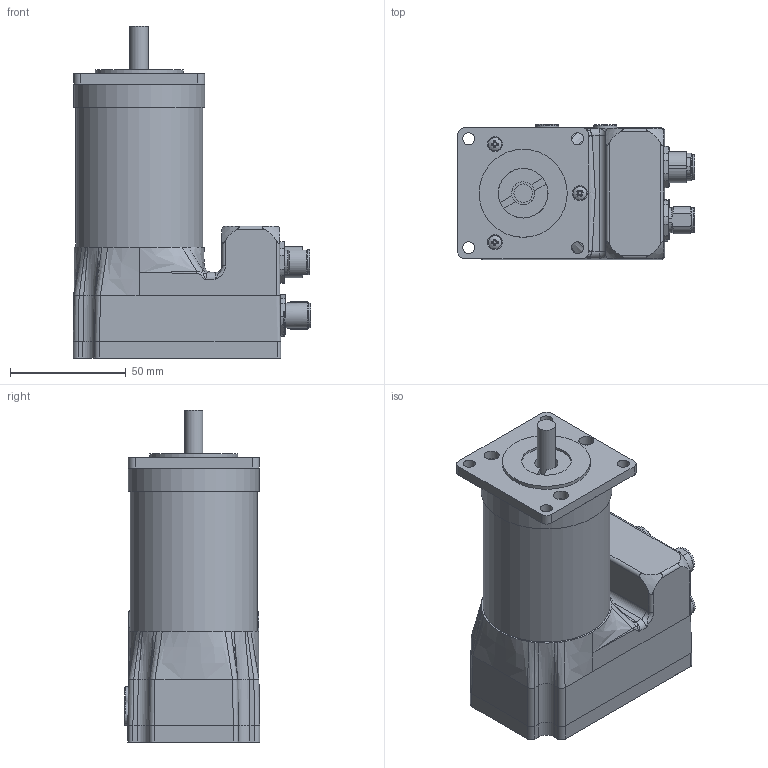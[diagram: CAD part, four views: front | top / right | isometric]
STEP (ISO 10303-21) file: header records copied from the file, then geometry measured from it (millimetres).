
FILE_DESCRIPTION(/* description */ (''),/* implementation_level */ '2;1');
FILE_NAME(/* name */ 'PD4-EB59CD-E-65-5.stp',/* time_stamp */ '2017-09-07T08:56:52+02:00',/* author */ ('angelika.schneid'),/* organization */ (''),/* preprocessor_version */ 'ST-DEVELOPER v16.5',/* originating_system */ 'Autodesk Inventor 2017',/* authorisation */ '');
FILE_SCHEMA (('AUTOMOTIVE_DESIGN { 1 0 10303 214 3 1 1 }'));
Length unit declared in the file: millimetre
Products named in the file (1): PD4-EB59CD-E-65-5
Bounding box: 102.7 x 58.49 x 143.6 mm (x, y, z)
Volume: 275759.2 mm3; surface area: 90318.7 mm2
Topology: 19 solids, 19 shells, 1395 faces, 3539 edges, 2280 vertices
Faces by surface type: plane 613, cylinder 449, cone 164, torus 77, bspline 69, sphere 23
Full cylindrical faces by diameter (mm): 0.217 x2, 0.434 x2, 0.63 x12, 0.9 x5, 1 x10, 1.1 x17, 1.2 x12, 1.3 x10, 1.567 x2, 1.7 x8, 2.013 x2, 2.459 x7, 2.693 x4, 2.75 x3, 3 x7, 3.4 x7, 5 x3, 5.2 x4, 5.5 x4, 6 x4, 6.35 x1, 6.5 x3, 8 x2, 10 x3, 10.5 x1, 10.7 x3, 10.75 x1, 10.85 x1, 10.9 x2, 11.9 x1
Entity records: 43687 total; most frequent: CARTESIAN_POINT 10749, DIRECTION 6826, ORIENTED_EDGE 6270, EDGE_CURVE 3135, AXIS2_PLACEMENT_3D 2625, VERTEX_POINT 2176, EDGE_LOOP 1845, LINE 1576
